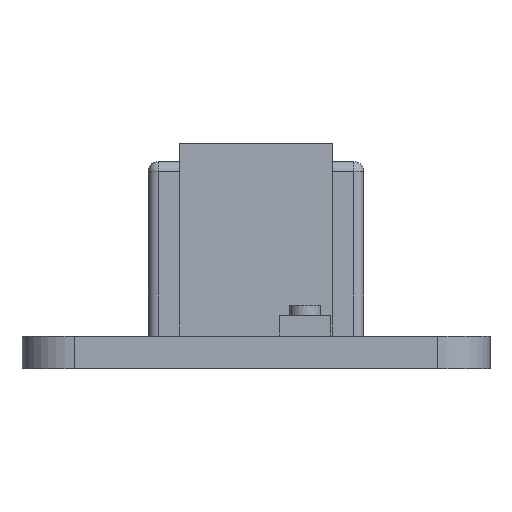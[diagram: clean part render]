
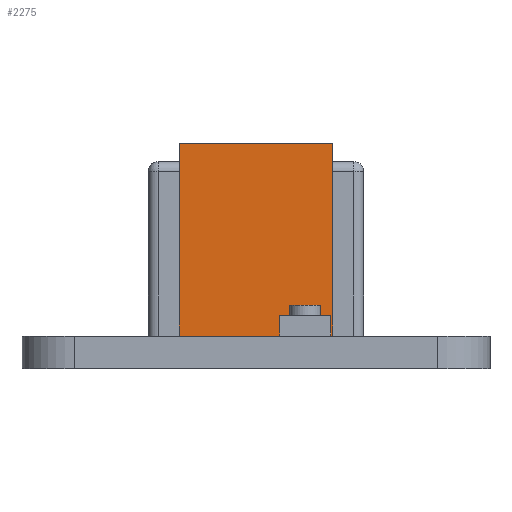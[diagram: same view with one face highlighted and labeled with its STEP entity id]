
A CAD part, left-side view. The second image highlights one B-rep face of the part: STEP entity #2275.
In plain terms, the highlighted planar face has unit normal (-1, 0, 0).
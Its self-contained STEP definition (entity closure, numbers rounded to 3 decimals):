
#177=PLANE('',#2576);
#295=FACE_OUTER_BOUND('',#545,.T.);
#545=EDGE_LOOP('',(#2037,#2038,#2039,#2040));
#671=LINE('',#3860,#805);
#672=LINE('',#3863,#806);
#673=LINE('',#3865,#807);
#674=LINE('',#3866,#808);
#805=VECTOR('',#3244,10.);
#806=VECTOR('',#3247,10.);
#807=VECTOR('',#3248,10.);
#808=VECTOR('',#3249,10.);
#1169=VERTEX_POINT('',#3853);
#1172=VERTEX_POINT('',#3858);
#1173=VERTEX_POINT('',#3862);
#1174=VERTEX_POINT('',#3864);
#1463=EDGE_CURVE('',#1169,#1172,#671,.T.);
#1464=EDGE_CURVE('',#1173,#1169,#672,.T.);
#1465=EDGE_CURVE('',#1174,#1172,#673,.T.);
#1466=EDGE_CURVE('',#1173,#1174,#674,.T.);
#2037=ORIENTED_EDGE('',*,*,#1464,.T.);
#2038=ORIENTED_EDGE('',*,*,#1463,.T.);
#2039=ORIENTED_EDGE('',*,*,#1465,.F.);
#2040=ORIENTED_EDGE('',*,*,#1466,.F.);
#2275=ADVANCED_FACE('',(#295),#177,.T.);
#2576=AXIS2_PLACEMENT_3D('',#3861,#3245,#3246);
#3244=DIRECTION('',(0.,0.,1.));
#3245=DIRECTION('center_axis',(-1.,0.,0.));
#3246=DIRECTION('ref_axis',(0.,-1.,0.));
#3247=DIRECTION('',(0.,-1.,0.));
#3248=DIRECTION('',(0.,-1.,0.));
#3249=DIRECTION('',(0.,0.,1.));
#3853=CARTESIAN_POINT('',(26.7,7.65,0.));
#3858=CARTESIAN_POINT('',(26.7,7.65,9.4));
#3860=CARTESIAN_POINT('',(26.7,7.65,0.));
#3861=CARTESIAN_POINT('Origin',(26.7,15.15,0.));
#3862=CARTESIAN_POINT('',(26.7,15.15,0.));
#3863=CARTESIAN_POINT('',(26.7,15.15,0.));
#3864=CARTESIAN_POINT('',(26.7,15.15,9.4));
#3865=CARTESIAN_POINT('',(26.7,15.15,9.4));
#3866=CARTESIAN_POINT('',(26.7,15.15,0.));
